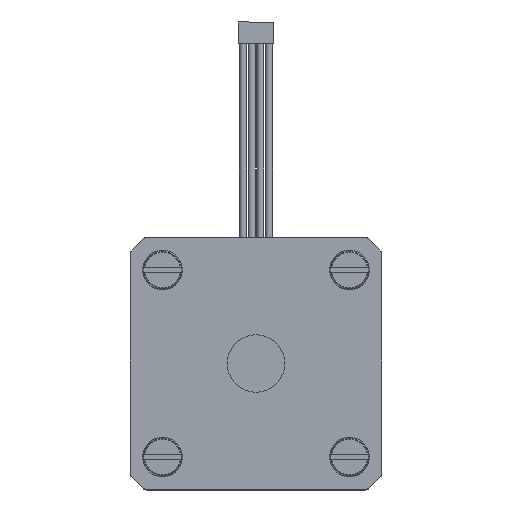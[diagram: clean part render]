
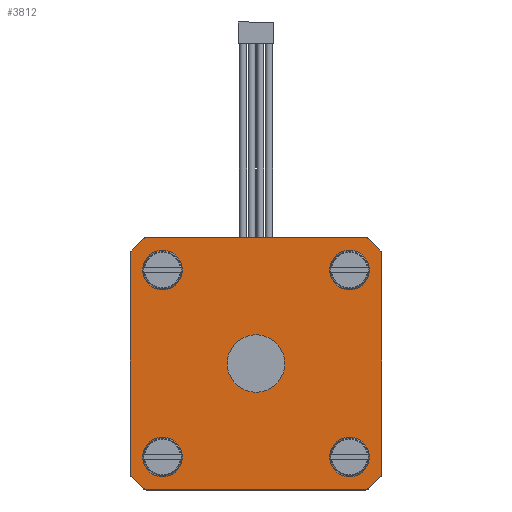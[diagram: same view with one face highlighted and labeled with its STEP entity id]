
A CAD part, top view. The second image highlights one B-rep face of the part: STEP entity #3812.
In plain terms, the highlighted face is planar.
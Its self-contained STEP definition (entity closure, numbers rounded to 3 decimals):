
#2622=CARTESIAN_POINT('',(-4.0,0.,0.0));
#2623=VERTEX_POINT('',#2622);
#2624=CARTESIAN_POINT('',(0.0,0.0,0.0));
#2625=DIRECTION('',(0.0,0.0,1.0));
#2626=DIRECTION('',(1.0,0.0,0.0));
#2627=AXIS2_PLACEMENT_3D('',#2624,#2625,#2626);
#2628=CIRCLE('',#2627,4.0);
#2629=EDGE_CURVE('',#2623,#2623,#2628,.T.);
#2650=CARTESIAN_POINT('',(-15.75,13.0,0.0));
#2651=VERTEX_POINT('',#2650);
#2652=CARTESIAN_POINT('',(-13.,13.0,0.0));
#2653=DIRECTION('',(0.0,0.0,1.0));
#2654=DIRECTION('',(1.0,0.0,0.0));
#2655=AXIS2_PLACEMENT_3D('',#2652,#2653,#2654);
#2656=CIRCLE('',#2655,2.75);
#2657=EDGE_CURVE('',#2651,#2651,#2656,.T.);
#2678=CARTESIAN_POINT('',(-15.75,-13.0,0.0));
#2679=VERTEX_POINT('',#2678);
#2680=CARTESIAN_POINT('',(-13.,-13.0,0.0));
#2681=DIRECTION('',(0.0,0.0,-1.0));
#2682=DIRECTION('',(1.0,0.0,0.0));
#2683=AXIS2_PLACEMENT_3D('',#2680,#2681,#2682);
#2684=CIRCLE('',#2683,2.75);
#2685=EDGE_CURVE('',#2679,#2679,#2684,.T.);
#2706=CARTESIAN_POINT('',(10.25,-13.0,0.0));
#2707=VERTEX_POINT('',#2706);
#2708=CARTESIAN_POINT('',(13.,-13.0,0.0));
#2709=DIRECTION('',(0.0,0.0,1.0));
#2710=DIRECTION('',(-1.0,0.0,0.0));
#2711=AXIS2_PLACEMENT_3D('',#2708,#2709,#2710);
#2712=CIRCLE('',#2711,2.75);
#2713=EDGE_CURVE('',#2707,#2707,#2712,.T.);
#2734=CARTESIAN_POINT('',(10.25,13.0,0.0));
#2735=VERTEX_POINT('',#2734);
#2736=CARTESIAN_POINT('',(13.,13.0,0.0));
#2737=DIRECTION('',(0.0,0.0,-1.0));
#2738=DIRECTION('',(-1.0,0.0,0.0));
#2739=AXIS2_PLACEMENT_3D('',#2736,#2737,#2738);
#2740=CIRCLE('',#2739,2.75);
#2741=EDGE_CURVE('',#2735,#2735,#2740,.T.);
#3654=CARTESIAN_POINT('',(-17.5,-17.5,0.0));
#3655=DIRECTION('',(0.0,0.0,1.0));
#3656=DIRECTION('',(1.0,0.0,0.0));
#3657=AXIS2_PLACEMENT_3D('',#3654,#3655,#3656);
#3658=PLANE('',#3657);
#3659=CARTESIAN_POINT('',(15.293,17.5,0.0));
#3660=VERTEX_POINT('',#3659);
#3661=CARTESIAN_POINT('',(-15.293,17.5,0.0));
#3662=VERTEX_POINT('',#3661);
#3663=CARTESIAN_POINT('',(15.293,17.5,0.0));
#3664=DIRECTION('',(-1.0,0.0,0.0));
#3665=VECTOR('',#3664,30.586);
#3666=LINE('',#3663,#3665);
#3667=EDGE_CURVE('',#3660,#3662,#3666,.T.);
#3668=ORIENTED_EDGE('',*,*,#3667,.F.);
#3669=CARTESIAN_POINT('',(15.646,17.354,0.0));
#3670=VERTEX_POINT('',#3669);
#3671=CARTESIAN_POINT('',(15.293,17.0,0.0));
#3672=DIRECTION('',(0.0,0.0,-1.0));
#3673=DIRECTION('',(1.0,0.0,0.0));
#3674=AXIS2_PLACEMENT_3D('',#3671,#3672,#3673);
#3675=CIRCLE('',#3674,0.5);
#3676=EDGE_CURVE('',#3660,#3670,#3675,.T.);
#3677=ORIENTED_EDGE('',*,*,#3676,.T.);
#3678=CARTESIAN_POINT('',(17.354,15.646,0.0));
#3679=VERTEX_POINT('',#3678);
#3680=CARTESIAN_POINT('',(15.646,17.354,0.0));
#3681=DIRECTION('',(0.707,-0.707,0.0));
#3682=VECTOR('',#3681,2.414);
#3683=LINE('',#3680,#3682);
#3684=EDGE_CURVE('',#3670,#3679,#3683,.T.);
#3685=ORIENTED_EDGE('',*,*,#3684,.T.);
#3686=CARTESIAN_POINT('',(17.5,15.293,0.0));
#3687=VERTEX_POINT('',#3686);
#3688=CARTESIAN_POINT('',(17.,15.293,0.0));
#3689=DIRECTION('',(0.0,0.0,-1.0));
#3690=DIRECTION('',(1.0,0.0,0.0));
#3691=AXIS2_PLACEMENT_3D('',#3688,#3689,#3690);
#3692=CIRCLE('',#3691,0.5);
#3693=EDGE_CURVE('',#3679,#3687,#3692,.T.);
#3694=ORIENTED_EDGE('',*,*,#3693,.T.);
#3695=CARTESIAN_POINT('',(17.5,-15.293,0.0));
#3696=VERTEX_POINT('',#3695);
#3697=CARTESIAN_POINT('',(17.5,-15.293,0.0));
#3698=DIRECTION('',(0.0,1.0,0.0));
#3699=VECTOR('',#3698,30.586);
#3700=LINE('',#3697,#3699);
#3701=EDGE_CURVE('',#3696,#3687,#3700,.T.);
#3702=ORIENTED_EDGE('',*,*,#3701,.F.);
#3703=CARTESIAN_POINT('',(17.354,-15.646,0.0));
#3704=VERTEX_POINT('',#3703);
#3705=CARTESIAN_POINT('',(17.,-15.293,0.0));
#3706=DIRECTION('',(0.0,0.0,-1.0));
#3707=DIRECTION('',(1.0,0.0,0.0));
#3708=AXIS2_PLACEMENT_3D('',#3705,#3706,#3707);
#3709=CIRCLE('',#3708,0.5);
#3710=EDGE_CURVE('',#3696,#3704,#3709,.T.);
#3711=ORIENTED_EDGE('',*,*,#3710,.T.);
#3712=CARTESIAN_POINT('',(15.646,-17.354,0.0));
#3713=VERTEX_POINT('',#3712);
#3714=CARTESIAN_POINT('',(17.354,-15.646,0.0));
#3715=DIRECTION('',(-0.707,-0.707,0.0));
#3716=VECTOR('',#3715,2.414);
#3717=LINE('',#3714,#3716);
#3718=EDGE_CURVE('',#3704,#3713,#3717,.T.);
#3719=ORIENTED_EDGE('',*,*,#3718,.T.);
#3720=CARTESIAN_POINT('',(15.293,-17.5,0.0));
#3721=VERTEX_POINT('',#3720);
#3722=CARTESIAN_POINT('',(15.293,-17.0,0.0));
#3723=DIRECTION('',(0.0,0.0,-1.0));
#3724=DIRECTION('',(1.0,0.0,0.0));
#3725=AXIS2_PLACEMENT_3D('',#3722,#3723,#3724);
#3726=CIRCLE('',#3725,0.5);
#3727=EDGE_CURVE('',#3713,#3721,#3726,.T.);
#3728=ORIENTED_EDGE('',*,*,#3727,.T.);
#3729=CARTESIAN_POINT('',(-15.293,-17.5,0.0));
#3730=VERTEX_POINT('',#3729);
#3731=CARTESIAN_POINT('',(-15.293,-17.5,0.0));
#3732=DIRECTION('',(1.0,0.0,0.0));
#3733=VECTOR('',#3732,30.586);
#3734=LINE('',#3731,#3733);
#3735=EDGE_CURVE('',#3730,#3721,#3734,.T.);
#3736=ORIENTED_EDGE('',*,*,#3735,.F.);
#3737=CARTESIAN_POINT('',(-15.646,-17.354,0.0));
#3738=VERTEX_POINT('',#3737);
#3739=CARTESIAN_POINT('',(-15.293,-17.,0.0));
#3740=DIRECTION('',(0.0,0.0,-1.0));
#3741=DIRECTION('',(1.0,0.0,0.0));
#3742=AXIS2_PLACEMENT_3D('',#3739,#3740,#3741);
#3743=CIRCLE('',#3742,0.5);
#3744=EDGE_CURVE('',#3730,#3738,#3743,.T.);
#3745=ORIENTED_EDGE('',*,*,#3744,.T.);
#3746=CARTESIAN_POINT('',(-17.354,-15.646,0.0));
#3747=VERTEX_POINT('',#3746);
#3748=CARTESIAN_POINT('',(-15.646,-17.354,0.0));
#3749=DIRECTION('',(-0.707,0.707,0.0));
#3750=VECTOR('',#3749,2.414);
#3751=LINE('',#3748,#3750);
#3752=EDGE_CURVE('',#3738,#3747,#3751,.T.);
#3753=ORIENTED_EDGE('',*,*,#3752,.T.);
#3754=CARTESIAN_POINT('',(-17.5,-15.293,0.0));
#3755=VERTEX_POINT('',#3754);
#3756=CARTESIAN_POINT('',(-17.0,-15.293,0.0));
#3757=DIRECTION('',(0.0,0.0,-1.0));
#3758=DIRECTION('',(1.0,0.0,0.0));
#3759=AXIS2_PLACEMENT_3D('',#3756,#3757,#3758);
#3760=CIRCLE('',#3759,0.5);
#3761=EDGE_CURVE('',#3747,#3755,#3760,.T.);
#3762=ORIENTED_EDGE('',*,*,#3761,.T.);
#3763=CARTESIAN_POINT('',(-17.5,15.293,0.0));
#3764=VERTEX_POINT('',#3763);
#3765=CARTESIAN_POINT('',(-17.5,15.293,0.0));
#3766=DIRECTION('',(0.0,-1.0,0.0));
#3767=VECTOR('',#3766,30.586);
#3768=LINE('',#3765,#3767);
#3769=EDGE_CURVE('',#3764,#3755,#3768,.T.);
#3770=ORIENTED_EDGE('',*,*,#3769,.F.);
#3771=CARTESIAN_POINT('',(-17.354,15.646,0.0));
#3772=VERTEX_POINT('',#3771);
#3773=CARTESIAN_POINT('',(-17.,15.293,0.0));
#3774=DIRECTION('',(0.0,0.0,-1.0));
#3775=DIRECTION('',(1.0,0.0,0.0));
#3776=AXIS2_PLACEMENT_3D('',#3773,#3774,#3775);
#3777=CIRCLE('',#3776,0.5);
#3778=EDGE_CURVE('',#3764,#3772,#3777,.T.);
#3779=ORIENTED_EDGE('',*,*,#3778,.T.);
#3780=CARTESIAN_POINT('',(-15.646,17.354,0.0));
#3781=VERTEX_POINT('',#3780);
#3782=CARTESIAN_POINT('',(-17.354,15.646,0.0));
#3783=DIRECTION('',(0.707,0.707,0.0));
#3784=VECTOR('',#3783,2.414);
#3785=LINE('',#3782,#3784);
#3786=EDGE_CURVE('',#3772,#3781,#3785,.T.);
#3787=ORIENTED_EDGE('',*,*,#3786,.T.);
#3788=CARTESIAN_POINT('',(-15.293,17.,0.0));
#3789=DIRECTION('',(0.0,0.0,-1.0));
#3790=DIRECTION('',(1.0,0.0,0.0));
#3791=AXIS2_PLACEMENT_3D('',#3788,#3789,#3790);
#3792=CIRCLE('',#3791,0.5);
#3793=EDGE_CURVE('',#3781,#3662,#3792,.T.);
#3794=ORIENTED_EDGE('',*,*,#3793,.T.);
#3795=EDGE_LOOP('',(#3668,#3677,#3685,#3694,#3702,#3711,#3719,#3728,#3736,#3745,#3753,#3762,#3770,#3779,#3787,#3794));
#3796=FACE_OUTER_BOUND('',#3795,.T.);
#3797=ORIENTED_EDGE('',*,*,#2629,.T.);
#3798=EDGE_LOOP('',(#3797));
#3799=FACE_BOUND('',#3798,.T.);
#3800=ORIENTED_EDGE('',*,*,#2741,.F.);
#3801=EDGE_LOOP('',(#3800));
#3802=FACE_BOUND('',#3801,.T.);
#3803=ORIENTED_EDGE('',*,*,#2713,.T.);
#3804=EDGE_LOOP('',(#3803));
#3805=FACE_BOUND('',#3804,.T.);
#3806=ORIENTED_EDGE('',*,*,#2685,.F.);
#3807=EDGE_LOOP('',(#3806));
#3808=FACE_BOUND('',#3807,.T.);
#3809=ORIENTED_EDGE('',*,*,#2657,.T.);
#3810=EDGE_LOOP('',(#3809));
#3811=FACE_BOUND('',#3810,.T.);
#3812=ADVANCED_FACE('',(#3796,#3799,#3802,#3805,#3808,#3811),#3658,.F.);
